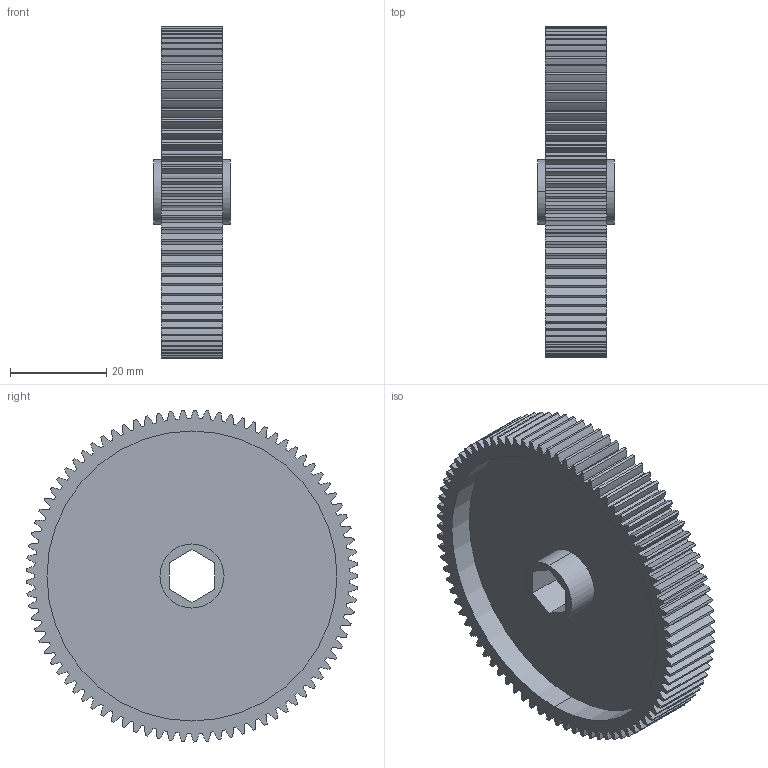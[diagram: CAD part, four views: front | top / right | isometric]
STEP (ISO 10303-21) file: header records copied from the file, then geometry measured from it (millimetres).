
FILE_DESCRIPTION (( 'STEP AP214' ), '1' );
FILE_NAME ('am-3533 85T 32DP 375 Hex Bore Gear.STEP', '2016-11-30T20:37:07', ( '' ), ( '' ), 'SwSTEP 2.0', 'SolidWorks 2014', '' );
FILE_SCHEMA (( 'AUTOMOTIVE_DESIGN' ));
Length unit declared in the file: inch
Products named in the file (1): am-3533 85T 32DP 375 Hex Bore Gear
Bounding box: 15.88 x 69.04 x 69.05 mm (x, y, z)
Volume: 16634.5 mm3; surface area: 15355 mm2
Topology: 1 solids, 1 shells, 364 faces, 1074 edges, 716 vertices
Faces by surface type: cylinder 352, plane 12
Entity records: 12626 total; most frequent: DIRECTION 2508, CARTESIAN_POINT 2155, ORIENTED_EDGE 2148, EDGE_CURVE 1074, AXIS2_PLACEMENT_3D 1069, VERTEX_POINT 716, CIRCLE 704, LINE 370
